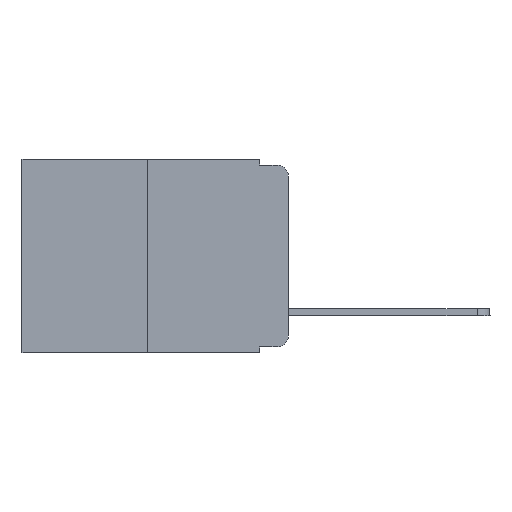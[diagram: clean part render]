
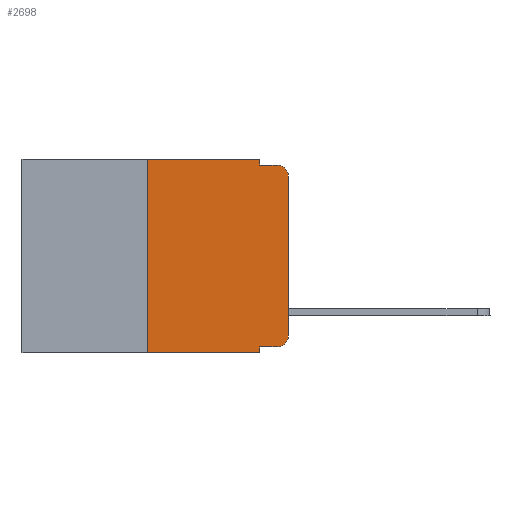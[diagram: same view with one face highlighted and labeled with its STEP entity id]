
A CAD part, left-side view. The second image highlights one B-rep face of the part: STEP entity #2698.
In plain terms, the highlighted planar face has unit normal (-1, 0, 0).
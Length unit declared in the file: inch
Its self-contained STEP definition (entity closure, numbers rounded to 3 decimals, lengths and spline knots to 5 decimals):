
#127 = ORIENTED_EDGE ( 'NONE', *, *, #1389, .T. ) ;
#144 = DIRECTION ( 'NONE',  ( 0., -1., 0. ) ) ;
#172 = CARTESIAN_POINT ( 'NONE',  ( 0., 0.051, -0.01 ) ) ;
#415 = CARTESIAN_POINT ( 'NONE',  ( 0., 0.473, 0. ) ) ;
#524 = LINE ( 'NONE', #1807, #1896 ) ;
#631 = VECTOR ( 'NONE', #676, 39.37008 ) ;
#676 = DIRECTION ( 'NONE',  ( 0., 0., -1. ) ) ;
#826 = VERTEX_POINT ( 'NONE', #9359 ) ;
#836 = CIRCLE ( 'NONE', #4127, 0.02 ) ;
#855 = FACE_OUTER_BOUND ( 'NONE', #1015, .T. ) ;
#898 = DIRECTION ( 'NONE',  ( 0., 0., 1. ) ) ;
#910 = VECTOR ( 'NONE', #898, 39.37008 ) ;
#1015 = EDGE_LOOP ( 'NONE', ( #6956, #4446, #5420, #8150, #5557, #5455, #127, #6319, #8571, #6283 ) ) ;
#1080 = VECTOR ( 'NONE', #9102, 39.37008 ) ;
#1125 = LINE ( 'NONE', #1617, #910 ) ;
#1372 = CARTESIAN_POINT ( 'NONE',  ( 0., 0.02, -0.313 ) ) ;
#1389 = EDGE_CURVE ( 'NONE', #8030, #2742, #5022, .T. ) ;
#1436 = DIRECTION ( 'NONE',  ( 0., 0., -1. ) ) ;
#1617 = CARTESIAN_POINT ( 'NONE',  ( 0., 0.25, 0. ) ) ;
#1807 = CARTESIAN_POINT ( 'NONE',  ( 0., 0.051, 0. ) ) ;
#1896 = VECTOR ( 'NONE', #5586, 39.37008 ) ;
#2237 = EDGE_CURVE ( 'NONE', #3588, #2742, #524, .T. ) ;
#2374 = CARTESIAN_POINT ( 'NONE',  ( 0., 0.051, 0. ) ) ;
#2672 = DIRECTION ( 'NONE',  ( 0., -1., 0. ) ) ;
#2698 = ADVANCED_FACE ( 'NONE', ( #855 ), #5498, .F. ) ;
#2742 = VERTEX_POINT ( 'NONE', #4235 ) ;
#2867 = EDGE_CURVE ( 'NONE', #4006, #8378, #4992, .T. ) ;
#3050 = LINE ( 'NONE', #8354, #1080 ) ;
#3559 = CARTESIAN_POINT ( 'NONE',  ( 0., 0.02, -0.03 ) ) ;
#3586 = AXIS2_PLACEMENT_3D ( 'NONE', #415, #7930, #7219 ) ;
#3588 = VERTEX_POINT ( 'NONE', #6868 ) ;
#3849 = DIRECTION ( 'NONE',  ( 0., 0., 1. ) ) ;
#3908 = EDGE_CURVE ( 'NONE', #4199, #826, #9404, .T. ) ;
#4006 = VERTEX_POINT ( 'NONE', #6289 ) ;
#4127 = AXIS2_PLACEMENT_3D ( 'NONE', #1372, #8847, #1436 ) ;
#4199 = VERTEX_POINT ( 'NONE', #6350 ) ;
#4235 = CARTESIAN_POINT ( 'NONE',  ( 0., 0.051, -0.343 ) ) ;
#4446 = ORIENTED_EDGE ( 'NONE', *, *, #5790, .T. ) ;
#4452 = CARTESIAN_POINT ( 'NONE',  ( 0., 0.02, -0.01 ) ) ;
#4840 = VERTEX_POINT ( 'NONE', #4452 ) ;
#4992 = LINE ( 'NONE', #2374, #631 ) ;
#5022 = LINE ( 'NONE', #8207, #5731 ) ;
#5297 = CARTESIAN_POINT ( 'NONE',  ( 0., 0., 0. ) ) ;
#5420 = ORIENTED_EDGE ( 'NONE', *, *, #9179, .F. ) ;
#5455 = ORIENTED_EDGE ( 'NONE', *, *, #6083, .F. ) ;
#5498 = PLANE ( 'NONE',  #3586 ) ;
#5557 = ORIENTED_EDGE ( 'NONE', *, *, #7023, .F. ) ;
#5586 = DIRECTION ( 'NONE',  ( 0., 0., -1. ) ) ;
#5673 = CARTESIAN_POINT ( 'NONE',  ( 0., 0.473, 0. ) ) ;
#5731 = VECTOR ( 'NONE', #5990, 39.37008 ) ;
#5770 = DIRECTION ( 'NONE',  ( 0., 0., -1. ) ) ;
#5790 = EDGE_CURVE ( 'NONE', #826, #4840, #7836, .T. ) ;
#5798 = VERTEX_POINT ( 'NONE', #6448 ) ;
#5829 = CARTESIAN_POINT ( 'NONE',  ( 0., 0.051, -0.01 ) ) ;
#5875 = AXIS2_PLACEMENT_3D ( 'NONE', #3559, #8748, #5770 ) ;
#5990 = DIRECTION ( 'NONE',  ( 0., -1., 0. ) ) ;
#6083 = EDGE_CURVE ( 'NONE', #8030, #5798, #1125, .T. ) ;
#6185 = VECTOR ( 'NONE', #2672, 39.37008 ) ;
#6283 = ORIENTED_EDGE ( 'NONE', *, *, #7100, .T. ) ;
#6289 = CARTESIAN_POINT ( 'NONE',  ( 0., 0.051, 0. ) ) ;
#6319 = ORIENTED_EDGE ( 'NONE', *, *, #2237, .F. ) ;
#6350 = CARTESIAN_POINT ( 'NONE',  ( 0., 0., -0.313 ) ) ;
#6448 = CARTESIAN_POINT ( 'NONE',  ( 0., 0.25, 0. ) ) ;
#6488 = VECTOR ( 'NONE', #3849, 39.37008 ) ;
#6868 = CARTESIAN_POINT ( 'NONE',  ( 0., 0.051, -0.333 ) ) ;
#6956 = ORIENTED_EDGE ( 'NONE', *, *, #3908, .T. ) ;
#7023 = EDGE_CURVE ( 'NONE', #5798, #4006, #9331, .T. ) ;
#7100 = EDGE_CURVE ( 'NONE', #7896, #4199, #836, .T. ) ;
#7219 = DIRECTION ( 'NONE',  ( 0., 0., -1. ) ) ;
#7642 = LINE ( 'NONE', #172, #8343 ) ;
#7751 = EDGE_CURVE ( 'NONE', #3588, #7896, #3050, .T. ) ;
#7768 = CARTESIAN_POINT ( 'NONE',  ( 0., 0.02, -0.333 ) ) ;
#7836 = CIRCLE ( 'NONE', #5875, 0.02 ) ;
#7896 = VERTEX_POINT ( 'NONE', #7768 ) ;
#7930 = DIRECTION ( 'NONE',  ( 1., 0., 0. ) ) ;
#8030 = VERTEX_POINT ( 'NONE', #8678 ) ;
#8150 = ORIENTED_EDGE ( 'NONE', *, *, #2867, .F. ) ;
#8207 = CARTESIAN_POINT ( 'NONE',  ( 0., 0.473, -0.343 ) ) ;
#8343 = VECTOR ( 'NONE', #144, 39.37008 ) ;
#8354 = CARTESIAN_POINT ( 'NONE',  ( 0., 0.051, -0.333 ) ) ;
#8378 = VERTEX_POINT ( 'NONE', #5829 ) ;
#8571 = ORIENTED_EDGE ( 'NONE', *, *, #7751, .T. ) ;
#8678 = CARTESIAN_POINT ( 'NONE',  ( 0., 0.25, -0.343 ) ) ;
#8748 = DIRECTION ( 'NONE',  ( -1., 0., 0. ) ) ;
#8847 = DIRECTION ( 'NONE',  ( -1., 0., 0. ) ) ;
#9102 = DIRECTION ( 'NONE',  ( 0., -1., 0. ) ) ;
#9179 = EDGE_CURVE ( 'NONE', #8378, #4840, #7642, .T. ) ;
#9331 = LINE ( 'NONE', #5673, #6185 ) ;
#9359 = CARTESIAN_POINT ( 'NONE',  ( 0., 0., -0.03 ) ) ;
#9404 = LINE ( 'NONE', #5297, #6488 ) ;
